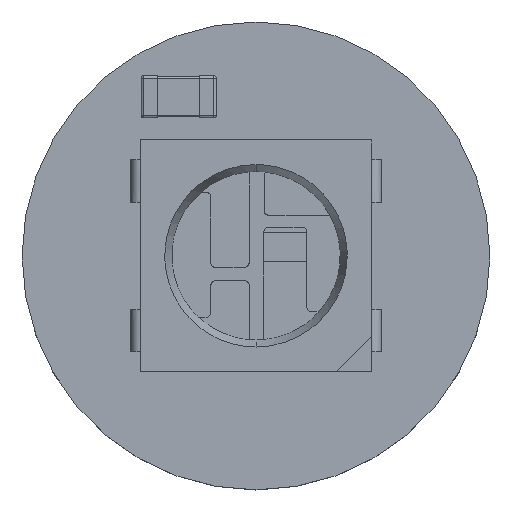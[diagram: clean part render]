
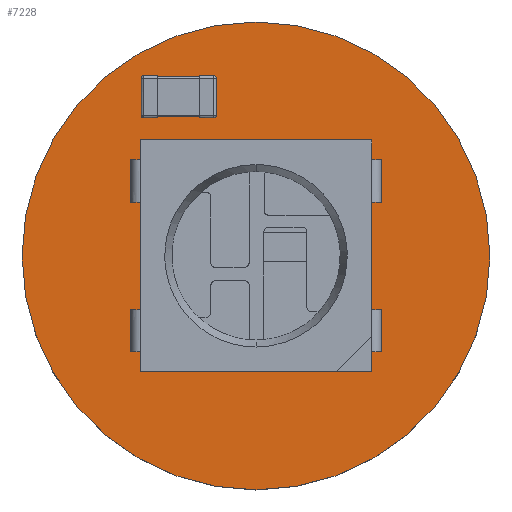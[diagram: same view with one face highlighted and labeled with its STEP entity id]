
A CAD part, top view. The second image highlights one B-rep face of the part: STEP entity #7228.
In plain terms, the highlighted planar face has unit normal (0, 0, 1).
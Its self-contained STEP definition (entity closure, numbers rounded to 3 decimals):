
#7143 = VERTEX_POINT('',#7144);
#7144 = CARTESIAN_POINT('',(10.,5.,1.6));
#7151 = CYLINDRICAL_SURFACE('',#7152,5.);
#7152 = AXIS2_PLACEMENT_3D('',#7153,#7154,#7155);
#7153 = CARTESIAN_POINT('',(5.,5.,0.));
#7154 = DIRECTION('',(-0.,-0.,-1.));
#7155 = DIRECTION('',(1.,0.,-0.));
#7170 = EDGE_CURVE('',#7143,#7143,#7171,.T.);
#7171 = SURFACE_CURVE('',#7172,(#7177,#7184),.PCURVE_S1.);
#7172 = CIRCLE('',#7173,5.);
#7173 = AXIS2_PLACEMENT_3D('',#7174,#7175,#7176);
#7174 = CARTESIAN_POINT('',(5.,5.,1.6));
#7175 = DIRECTION('',(0.,0.,1.));
#7176 = DIRECTION('',(1.,0.,-0.));
#7177 = PCURVE('',#7151,#7178);
#7178 = DEFINITIONAL_REPRESENTATION('',(#7179),#7183);
#7179 = LINE('',#7180,#7181);
#7180 = CARTESIAN_POINT('',(-0.,-1.6));
#7181 = VECTOR('',#7182,1.);
#7182 = DIRECTION('',(-1.,0.));
#7183 = ( GEOMETRIC_REPRESENTATION_CONTEXT(2) 
PARAMETRIC_REPRESENTATION_CONTEXT() REPRESENTATION_CONTEXT('2D SPACE',''
  ) );
#7184 = PCURVE('',#7185,#7190);
#7185 = PLANE('',#7186);
#7186 = AXIS2_PLACEMENT_3D('',#7187,#7188,#7189);
#7187 = CARTESIAN_POINT('',(5.,5.,1.6));
#7188 = DIRECTION('',(0.,0.,1.));
#7189 = DIRECTION('',(1.,0.,-0.));
#7190 = DEFINITIONAL_REPRESENTATION('',(#7191),#7195);
#7191 = CIRCLE('',#7192,5.);
#7192 = AXIS2_PLACEMENT_2D('',#7193,#7194);
#7193 = CARTESIAN_POINT('',(0.,0.));
#7194 = DIRECTION('',(1.,0.));
#7195 = ( GEOMETRIC_REPRESENTATION_CONTEXT(2) 
PARAMETRIC_REPRESENTATION_CONTEXT() REPRESENTATION_CONTEXT('2D SPACE',''
  ) );
#7228 = ADVANCED_FACE('',(#7229),#7185,.T.);
#7229 = FACE_BOUND('',#7230,.T.);
#7230 = EDGE_LOOP('',(#7231));
#7231 = ORIENTED_EDGE('',*,*,#7170,.T.);
